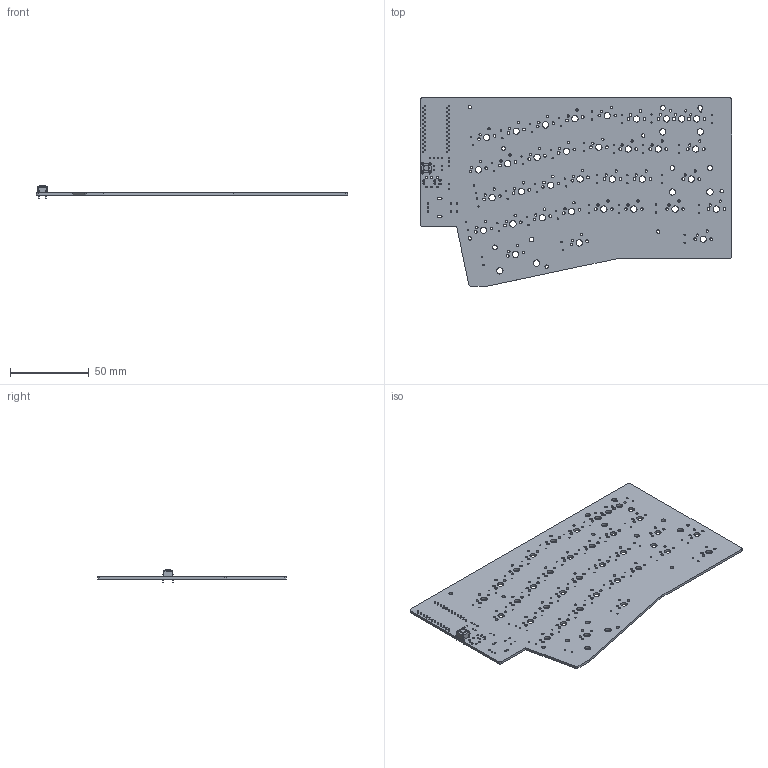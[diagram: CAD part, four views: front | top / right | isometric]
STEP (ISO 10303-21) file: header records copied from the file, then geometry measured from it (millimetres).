
FILE_DESCRIPTION(('KiCad electronic assembly'),'2;1');
FILE_NAME('Alipt-Keyboard-Right.step','2020-08-15T16:31:18',('An Author' ),('A Company'),'Open CASCADE STEP processor 6.9', 'KiCad to STEP converter','Unknown');
FILE_SCHEMA(('AUTOMOTIVE_DESIGN { 1 0 10303 214 1 1 1 1 }'));
Length unit declared in the file: millimetre
Products named in the file (4): Open CASCADE STEP translator 6.9 1; SW_PUSH_6mm; SOLID; COMPOUND
Assembly tree (3 placements, depth 3):
  Open CASCADE STEP translator 6.9 1
    SW_PUSH_6mm
      SOLID
    COMPOUND
Bounding box: 197.42 x 119.57 x 7.8 mm (x, y, z)
Volume: 31559.9 mm3; surface area: 43234 mm2
Topology: 2 solids, 2 shells, 502 faces, 1462 edges, 969 vertices
Faces by surface type: cylinder 408, plane 93, torus 1
Full cylindrical faces by diameter (mm): 0.8 x70, 0.813 x58, 1 x12, 1.1 x4, 1.2 x4, 1.5 x69, 1.7 x66, 2.2 x7, 3.05 x5, 3.5 x1, 4 x41
Entity records: 40524 total; most frequent: CARTESIAN_POINT 10487, DIRECTION 5431, ORIENTED_EDGE 2924, PCURVE 2924, DEFINITIONAL_REPRESENTATION 2924, LINE 2752, VECTOR 2752, EDGE_CURVE 1462
